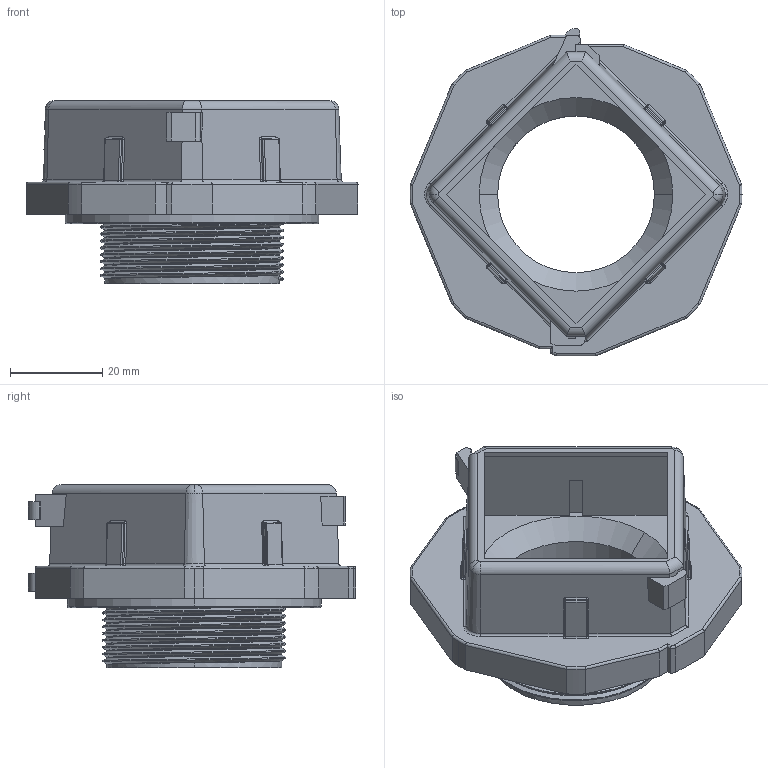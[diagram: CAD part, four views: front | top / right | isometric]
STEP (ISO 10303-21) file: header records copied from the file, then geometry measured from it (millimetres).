
FILE_DESCRIPTION (( 'STEP AP214' ), '1' );
FILE_NAME ('28613_4_KDS-KV_M40.STEP', '2017-02-16T14:38:32', ( '' ), ( '' ), 'SwSTEP 2.0', 'SolidWorks 2015', '' );
FILE_SCHEMA (( 'AUTOMOTIVE_DESIGN' ));
Length unit declared in the file: millimetre
Products named in the file (1): 28613_4_KDS-KV_M40
Bounding box: 72 x 70.99 x 39.7 mm (x, y, z)
Volume: 33272.5 mm3; surface area: 18978.8 mm2
Topology: 1 solids, 1 shells, 293 faces, 730 edges, 442 vertices
Faces by surface type: cylinder 120, plane 101, torus 27, bspline 24, cone 11, sphere 10
Entity records: 19124 total; most frequent: CARTESIAN_POINT 12374, ORIENTED_EDGE 1460, DIRECTION 1357, EDGE_CURVE 730, AXIS2_PLACEMENT_3D 474, VERTEX_POINT 442, LINE 409, VECTOR 409
